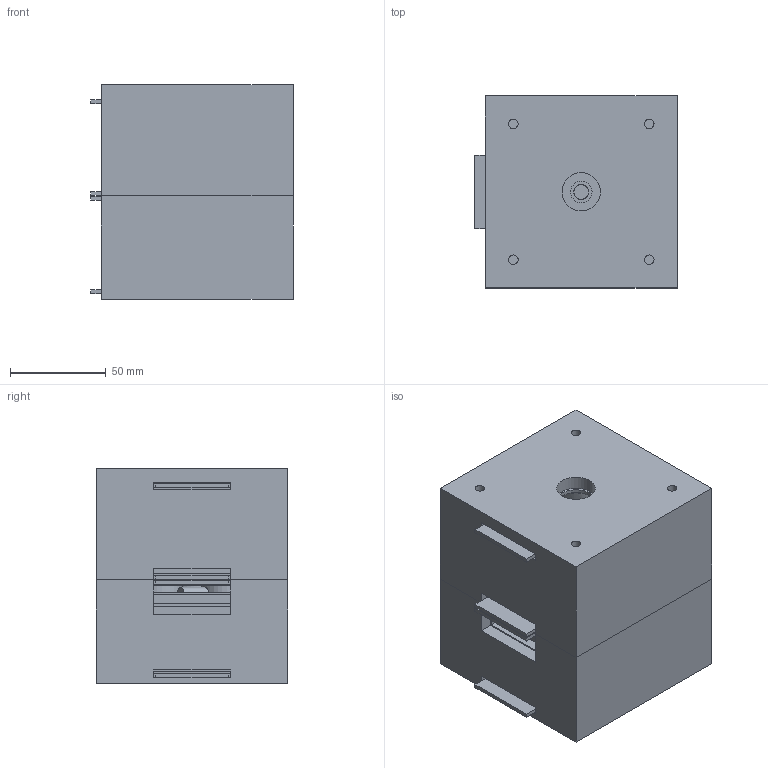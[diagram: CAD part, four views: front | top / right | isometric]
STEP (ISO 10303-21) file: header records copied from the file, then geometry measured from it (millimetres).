
FILE_DESCRIPTION(/* description */ (''),/* implementation_level */ '2;1');
FILE_NAME(/* name */ '57a2726c-dd2a-4ea1-a09e-d2f34d520f0e.stp',/* time_stamp */ '2023-07-07T12:23:35Z',/* author */ (''),/* organization */ (''),/* preprocessor_version */ 'ST-DEVELOPER v20',/* originating_system */ 'Autodesk Translation Framework v12.9.0.99',/* authorisation */ '');
FILE_SCHEMA (('AUTOMOTIVE_DESIGN { 1 0 10303 214 3 1 1 }'));
Length unit declared in the file: millimetre
Products named in the file (1): LEM_Versione_Ibrida_MIRION_AMETEK_nuoviAngoli
Bounding box: 105.5 x 100 x 112 mm (x, y, z)
Volume: 888644.9 mm3; surface area: 332817.4 mm2
Topology: 36 solids, 36 shells, 373 faces, 839 edges, 561 vertices
Faces by surface type: plane 255, cylinder 117, cone 1
Full cylindrical faces by diameter (mm): 5 x44, 6.796 x1, 6.8 x4, 7.6 x1, 7.8 x1, 8 x3, 11.2 x1, 13.4 x4, 13.6 x4, 13.8 x9, 14 x1, 15.2 x1, 16.2 x1, 18 x4, 18.2 x1, 19.4 x1, 19.6 x4, 20 x2, 21.6 x4, 22 x4, 23 x4, 25 x4, 26.1 x4
Entity records: 10878 total; most frequent: CARTESIAN_POINT 1944, DIRECTION 1808, ORIENTED_EDGE 1678, EDGE_CURVE 839, AXIS2_PLACEMENT_3D 605, LINE 598, VECTOR 598, VERTEX_POINT 561
